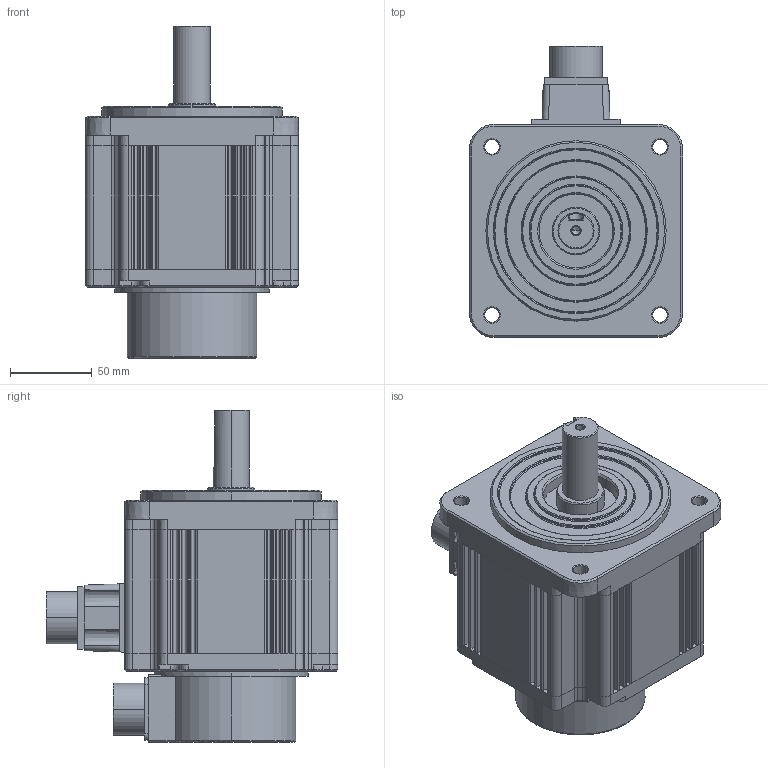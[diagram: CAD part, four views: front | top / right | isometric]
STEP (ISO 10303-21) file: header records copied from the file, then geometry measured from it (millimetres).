
FILE_DESCRIPTION(/* description */ ('Alibre Inc.'),/* implementation_level */ '2;1');
FILE_NAME(/* name */ 'export-7C85600B-3796-4A77-8F24-800D780E4C85',/* time_stamp */ '2021-02-16T21:27:24+01:00',/* author */ (''),/* organization */ (''),/* preprocessor_version */ 'ST-DEVELOPER v17',/* originating_system */ 'Alibre',/* authorisation */ '');
FILE_SCHEMA (('AUTOMOTIVE_DESIGN'));
Length unit declared in the file: millimetre
Products named in the file (1): ECMA-EX1305ES
Bounding box: 130 x 177.75 x 202.5 mm (x, y, z)
Volume: 1922200.6 mm3; surface area: 129869.4 mm2
Topology: 1 solids, 1 shells, 521 faces, 1253 edges, 747 vertices
Faces by surface type: plane 265, cylinder 134, cone 104, torus 17, bspline 1
Entity records: 14897 total; most frequent: CARTESIAN_POINT 2852, ORIENTED_EDGE 2502, DIRECTION 2418, EDGE_CURVE 1251, AXIS2_PLACEMENT_3D 960, VECTOR 780, LINE 780, VERTEX_POINT 747
